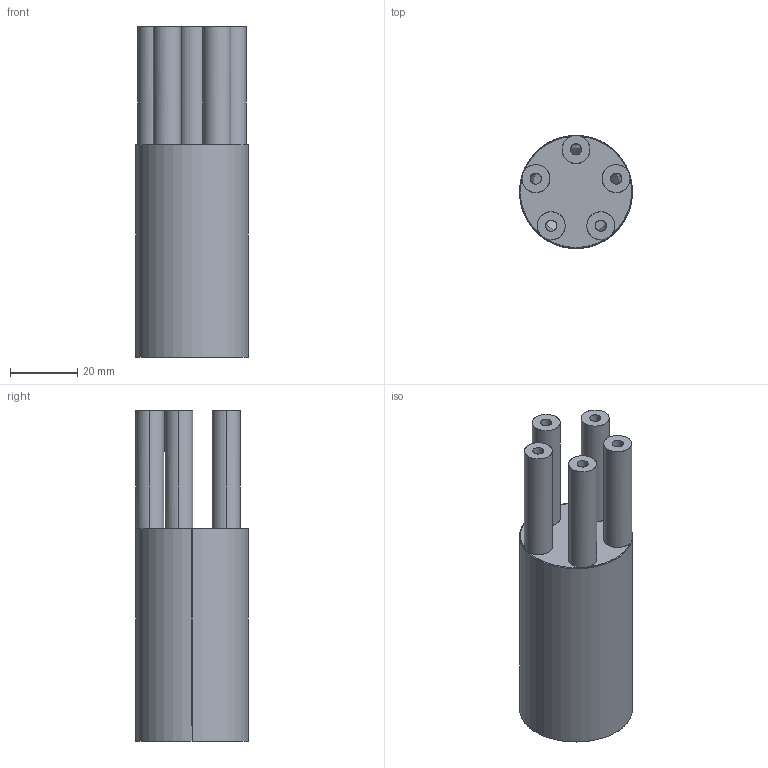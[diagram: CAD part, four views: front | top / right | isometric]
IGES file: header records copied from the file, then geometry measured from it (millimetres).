
Start section: SolidWorks IGES file using analytic representation for surfaces
Global section: file name: NUBB5-1.IGS; native system: SolidWorks 2020; preprocessor: SolidWorks 2020; author: office; date: 210514.082228; units: inch
Bounding box: 33.66 x 33.66 x 98.42 mm (x, y, z)
Surface area: 19878.7 mm2 (no closed solid volume)
Topology: 0 solids, 0 shells, 43 faces, 1003 edges, 1003 vertices
Faces by surface type: revolution 28, bspline 15
